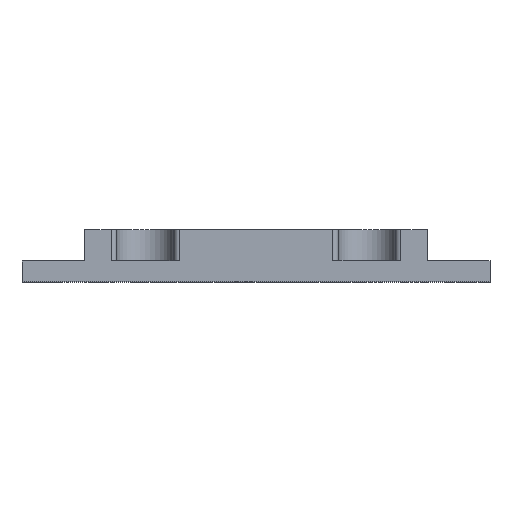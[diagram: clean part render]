
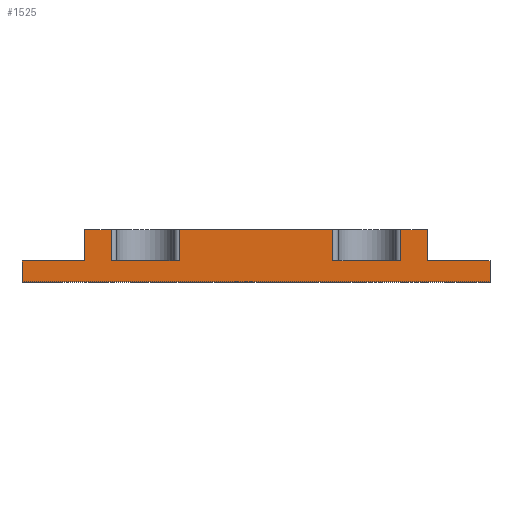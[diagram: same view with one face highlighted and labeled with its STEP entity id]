
A CAD part, top view. The second image highlights one B-rep face of the part: STEP entity #1525.
In plain terms, the highlighted planar face has unit normal (0, 0, 1).
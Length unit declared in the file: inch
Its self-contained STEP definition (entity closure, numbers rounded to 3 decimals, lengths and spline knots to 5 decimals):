
#5 = CARTESIAN_POINT ( 'NONE',  ( 0.66783, 0.1, 0.66 ) ) ;
#15 = LINE ( 'NONE', #956, #1147 ) ;
#79 = DIRECTION ( 'NONE',  ( 1., 0., 0. ) ) ;
#83 = VECTOR ( 'NONE', #2001, 39.37008 ) ;
#86 = CARTESIAN_POINT ( 'NONE',  ( 0.81965, 0.25, 0.66 ) ) ;
#113 = EDGE_CURVE ( 'NONE', #1971, #1520, #1362, .T. ) ;
#144 = CARTESIAN_POINT ( 'NONE',  ( -0.66783, 0.1, 0.66 ) ) ;
#195 = CARTESIAN_POINT ( 'NONE',  ( -0.36783, 0.1, 0.66 ) ) ;
#198 = VECTOR ( 'NONE', #2345, 39.37008 ) ;
#213 = CARTESIAN_POINT ( 'NONE',  ( 1.11965, 0.1, 0.66 ) ) ;
#215 = DIRECTION ( 'NONE',  ( 1., 0., 0. ) ) ;
#217 = ORIENTED_EDGE ( 'NONE', *, *, #2731, .T. ) ;
#242 = DIRECTION ( 'NONE',  ( 0., -1., 0. ) ) ;
#246 = CARTESIAN_POINT ( 'NONE',  ( -0.36783, 0.25, 0.66 ) ) ;
#258 = CARTESIAN_POINT ( 'NONE',  ( -1.11965, 0.1, 0.66 ) ) ;
#277 = ORIENTED_EDGE ( 'NONE', *, *, #2830, .T. ) ;
#322 = EDGE_CURVE ( 'NONE', #1524, #2108, #1920, .T. ) ;
#475 = VECTOR ( 'NONE', #2031, 39.37008 ) ;
#479 = VECTOR ( 'NONE', #2537, 39.37008 ) ;
#508 = CARTESIAN_POINT ( 'NONE',  ( -1.11965, 0., 0.66 ) ) ;
#542 = LINE ( 'NONE', #2437, #2828 ) ;
#559 = EDGE_CURVE ( 'NONE', #2005, #2075, #2602, .T. ) ;
#567 = EDGE_CURVE ( 'NONE', #1470, #1971, #1683, .T. ) ;
#569 = CARTESIAN_POINT ( 'NONE',  ( -0.69283, 0.1, 0.66 ) ) ;
#589 = VERTEX_POINT ( 'NONE', #775 ) ;
#600 = ORIENTED_EDGE ( 'NONE', *, *, #2311, .T. ) ;
#605 = DIRECTION ( 'NONE',  ( 1., 0., 0. ) ) ;
#643 = EDGE_CURVE ( 'NONE', #1581, #2410, #2567, .T. ) ;
#656 = CARTESIAN_POINT ( 'NONE',  ( -0.36783, 0.1, 0.66 ) ) ;
#670 = ORIENTED_EDGE ( 'NONE', *, *, #643, .T. ) ;
#689 = VECTOR ( 'NONE', #215, 39.37008 ) ;
#767 = VECTOR ( 'NONE', #1495, 39.37008 ) ;
#768 = VECTOR ( 'NONE', #1983, 39.37008 ) ;
#775 = CARTESIAN_POINT ( 'NONE',  ( 0.36783, 0.25, 0.66 ) ) ;
#811 = DIRECTION ( 'NONE',  ( 0., -1., 0. ) ) ;
#839 = LINE ( 'NONE', #144, #767 ) ;
#849 = VERTEX_POINT ( 'NONE', #195 ) ;
#853 = VERTEX_POINT ( 'NONE', #1538 ) ;
#868 = VECTOR ( 'NONE', #1833, 39.37008 ) ;
#882 = ORIENTED_EDGE ( 'NONE', *, *, #1301, .F. ) ;
#916 = EDGE_CURVE ( 'NONE', #1686, #589, #1811, .T. ) ;
#956 = CARTESIAN_POINT ( 'NONE',  ( 0.36783, 0.1, 0.66 ) ) ;
#972 = DIRECTION ( 'NONE',  ( 1., 0., 0. ) ) ;
#975 = EDGE_CURVE ( 'NONE', #853, #2749, #1077, .T. ) ;
#984 = ORIENTED_EDGE ( 'NONE', *, *, #2694, .T. ) ;
#1077 = LINE ( 'NONE', #5, #475 ) ;
#1078 = LINE ( 'NONE', #2577, #1680 ) ;
#1088 = EDGE_CURVE ( 'NONE', #2810, #2108, #1914, .T. ) ;
#1102 = EDGE_CURVE ( 'NONE', #1520, #1524, #2424, .T. ) ;
#1105 = CARTESIAN_POINT ( 'NONE',  ( 1.11965, 0.1, 0.66 ) ) ;
#1118 = CARTESIAN_POINT ( 'NONE',  ( -1.11965, 0.1, 0.66 ) ) ;
#1147 = VECTOR ( 'NONE', #1612, 39.37008 ) ;
#1192 = CARTESIAN_POINT ( 'NONE',  ( -1.11965, 0.1, 0.66 ) ) ;
#1205 = EDGE_LOOP ( 'NONE', ( #2547, #2308, #1365, #600, #1242, #984, #882, #670, #2331, #217, #2246, #277, #1603, #2483, #2815, #1888 ) ) ;
#1242 = ORIENTED_EDGE ( 'NONE', *, *, #916, .F. ) ;
#1266 = CARTESIAN_POINT ( 'NONE',  ( 0.81965, 0.25, 0.66 ) ) ;
#1301 = EDGE_CURVE ( 'NONE', #1581, #849, #839, .T. ) ;
#1324 = VECTOR ( 'NONE', #242, 39.37008 ) ;
#1342 = DIRECTION ( 'NONE',  ( -1., 0., 0. ) ) ;
#1343 = CARTESIAN_POINT ( 'NONE',  ( 0.69283, 0.1, 0.66 ) ) ;
#1362 = LINE ( 'NONE', #2888, #768 ) ;
#1365 = ORIENTED_EDGE ( 'NONE', *, *, #975, .F. ) ;
#1392 = VECTOR ( 'NONE', #1856, 39.37008 ) ;
#1470 = VERTEX_POINT ( 'NONE', #2855 ) ;
#1495 = DIRECTION ( 'NONE',  ( 1., 0., 0. ) ) ;
#1520 = VERTEX_POINT ( 'NONE', #1561 ) ;
#1524 = VERTEX_POINT ( 'NONE', #213 ) ;
#1525 = ADVANCED_FACE ( 'NONE', ( #1990 ), #2446, .F. ) ;
#1538 = CARTESIAN_POINT ( 'NONE',  ( 0.36783, 0.1, 0.66 ) ) ;
#1561 = CARTESIAN_POINT ( 'NONE',  ( 0.81965, 0.1, 0.66 ) ) ;
#1581 = VERTEX_POINT ( 'NONE', #1587 ) ;
#1587 = CARTESIAN_POINT ( 'NONE',  ( -0.69283, 0.1, 0.66 ) ) ;
#1603 = ORIENTED_EDGE ( 'NONE', *, *, #1088, .T. ) ;
#1612 = DIRECTION ( 'NONE',  ( 0., 1., 0. ) ) ;
#1680 = VECTOR ( 'NONE', #811, 39.37008 ) ;
#1683 = LINE ( 'NONE', #86, #479 ) ;
#1686 = VERTEX_POINT ( 'NONE', #246 ) ;
#1752 = CARTESIAN_POINT ( 'NONE',  ( -0.81965, 0.1, 0.66 ) ) ;
#1793 = CARTESIAN_POINT ( 'NONE',  ( 0.81965, 0.25, 0.66 ) ) ;
#1811 = LINE ( 'NONE', #1793, #689 ) ;
#1833 = DIRECTION ( 'NONE',  ( 0., -1., 0. ) ) ;
#1845 = VECTOR ( 'NONE', #972, 39.37008 ) ;
#1856 = DIRECTION ( 'NONE',  ( 1., 0., 0. ) ) ;
#1888 = ORIENTED_EDGE ( 'NONE', *, *, #113, .F. ) ;
#1914 = LINE ( 'NONE', #508, #1392 ) ;
#1920 = LINE ( 'NONE', #1105, #1324 ) ;
#1923 = EDGE_CURVE ( 'NONE', #1470, #2749, #1078, .T. ) ;
#1949 = VECTOR ( 'NONE', #79, 39.37008 ) ;
#1971 = VERTEX_POINT ( 'NONE', #1266 ) ;
#1974 = AXIS2_PLACEMENT_3D ( 'NONE', #1118, #2668, #1342 ) ;
#1983 = DIRECTION ( 'NONE',  ( 0., -1., 0. ) ) ;
#1990 = FACE_OUTER_BOUND ( 'NONE', #1205, .T. ) ;
#2001 = DIRECTION ( 'NONE',  ( 0., -1., 0. ) ) ;
#2005 = VERTEX_POINT ( 'NONE', #2604 ) ;
#2031 = DIRECTION ( 'NONE',  ( 1., 0., 0. ) ) ;
#2075 = VERTEX_POINT ( 'NONE', #1752 ) ;
#2108 = VERTEX_POINT ( 'NONE', #2409 ) ;
#2153 = LINE ( 'NONE', #2173, #2224 ) ;
#2173 = CARTESIAN_POINT ( 'NONE',  ( 0.81965, 0.25, 0.66 ) ) ;
#2224 = VECTOR ( 'NONE', #605, 39.37008 ) ;
#2232 = DIRECTION ( 'NONE',  ( 0., -1., 0. ) ) ;
#2246 = ORIENTED_EDGE ( 'NONE', *, *, #559, .F. ) ;
#2308 = ORIENTED_EDGE ( 'NONE', *, *, #1923, .T. ) ;
#2311 = EDGE_CURVE ( 'NONE', #853, #589, #15, .T. ) ;
#2319 = CARTESIAN_POINT ( 'NONE',  ( -1.11965, 0.1, 0.66 ) ) ;
#2331 = ORIENTED_EDGE ( 'NONE', *, *, #2586, .F. ) ;
#2345 = DIRECTION ( 'NONE',  ( 0., 1., 0. ) ) ;
#2384 = CARTESIAN_POINT ( 'NONE',  ( -0.81965, 0.25, 0.66 ) ) ;
#2409 = CARTESIAN_POINT ( 'NONE',  ( 1.11965, 0., 0.66 ) ) ;
#2410 = VERTEX_POINT ( 'NONE', #2543 ) ;
#2424 = LINE ( 'NONE', #1192, #1845 ) ;
#2437 = CARTESIAN_POINT ( 'NONE',  ( -0.81965, 0.25, 0.66 ) ) ;
#2446 = PLANE ( 'NONE',  #1974 ) ;
#2457 = LINE ( 'NONE', #656, #83 ) ;
#2483 = ORIENTED_EDGE ( 'NONE', *, *, #322, .F. ) ;
#2537 = DIRECTION ( 'NONE',  ( 1., 0., 0. ) ) ;
#2543 = CARTESIAN_POINT ( 'NONE',  ( -0.69283, 0.25, 0.66 ) ) ;
#2547 = ORIENTED_EDGE ( 'NONE', *, *, #567, .F. ) ;
#2558 = LINE ( 'NONE', #258, #868 ) ;
#2567 = LINE ( 'NONE', #569, #198 ) ;
#2577 = CARTESIAN_POINT ( 'NONE',  ( 0.69283, 0.1, 0.66 ) ) ;
#2586 = EDGE_CURVE ( 'NONE', #2588, #2410, #2153, .T. ) ;
#2588 = VERTEX_POINT ( 'NONE', #2384 ) ;
#2602 = LINE ( 'NONE', #2319, #1949 ) ;
#2604 = CARTESIAN_POINT ( 'NONE',  ( -1.11965, 0.1, 0.66 ) ) ;
#2668 = DIRECTION ( 'NONE',  ( 0., 0., -1. ) ) ;
#2694 = EDGE_CURVE ( 'NONE', #1686, #849, #2457, .T. ) ;
#2698 = CARTESIAN_POINT ( 'NONE',  ( -1.11965, 0., 0.66 ) ) ;
#2731 = EDGE_CURVE ( 'NONE', #2588, #2075, #542, .T. ) ;
#2749 = VERTEX_POINT ( 'NONE', #1343 ) ;
#2810 = VERTEX_POINT ( 'NONE', #2698 ) ;
#2815 = ORIENTED_EDGE ( 'NONE', *, *, #1102, .F. ) ;
#2828 = VECTOR ( 'NONE', #2232, 39.37008 ) ;
#2830 = EDGE_CURVE ( 'NONE', #2005, #2810, #2558, .T. ) ;
#2855 = CARTESIAN_POINT ( 'NONE',  ( 0.69283, 0.25, 0.66 ) ) ;
#2888 = CARTESIAN_POINT ( 'NONE',  ( 0.81965, 0.25, 0.66 ) ) ;
